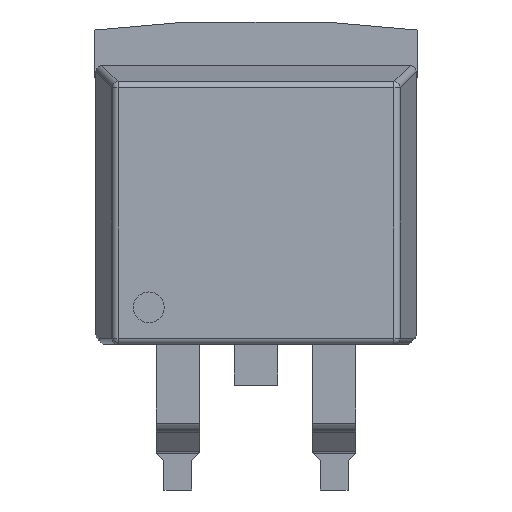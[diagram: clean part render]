
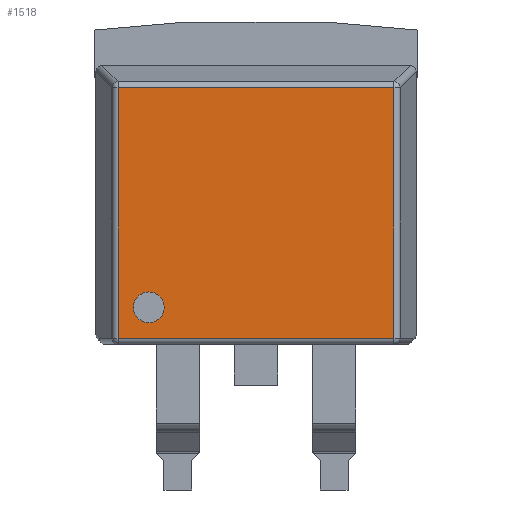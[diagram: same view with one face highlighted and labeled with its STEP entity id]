
A CAD part, top view. The second image highlights one B-rep face of the part: STEP entity #1518.
In plain terms, the highlighted planar face has unit normal (0, 0, 1).
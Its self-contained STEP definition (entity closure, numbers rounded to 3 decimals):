
#70=LINE('',#2292,#229);
#73=LINE('',#2310,#232);
#75=LINE('',#2313,#234);
#79=LINE('',#2319,#238);
#229=VECTOR('',#1839,8.964);
#232=VECTOR('',#1860,8.132);
#234=VECTOR('',#1864,8.964);
#238=VECTOR('',#1872,8.132);
#367=PLANE('',#1644);
#414=FACE_BOUND('',#541,.T.);
#450=FACE_OUTER_BOUND('',#540,.T.);
#540=EDGE_LOOP('',(#1151,#1152,#1153,#1154));
#541=EDGE_LOOP('',(#1155));
#593=CIRCLE('',#1573,0.5);
#633=VERTEX_POINT('',#2168);
#671=VERTEX_POINT('',#2263);
#681=VERTEX_POINT('',#2288);
#684=VERTEX_POINT('',#2298);
#687=VERTEX_POINT('',#2305);
#771=EDGE_CURVE('',#633,#633,#593,.T.);
#829=EDGE_CURVE('',#671,#681,#70,.T.);
#838=EDGE_CURVE('',#681,#687,#73,.T.);
#840=EDGE_CURVE('',#687,#684,#75,.T.);
#844=EDGE_CURVE('',#684,#671,#79,.T.);
#1151=ORIENTED_EDGE('',*,*,#829,.F.);
#1152=ORIENTED_EDGE('',*,*,#844,.F.);
#1153=ORIENTED_EDGE('',*,*,#840,.F.);
#1154=ORIENTED_EDGE('',*,*,#838,.F.);
#1155=ORIENTED_EDGE('',*,*,#771,.T.);
#1518=ADVANCED_FACE('',(#450,#414),#367,.T.);
#1573=AXIS2_PLACEMENT_3D('',#2169,#1721,#1722);
#1644=AXIS2_PLACEMENT_3D('',#2387,#1935,#1936);
#1721=DIRECTION('center_axis',(0.,0.,-1.));
#1722=DIRECTION('ref_axis',(1.,0.,0.));
#1839=DIRECTION('',(-1.,0.,0.));
#1860=DIRECTION('',(0.,1.,0.));
#1864=DIRECTION('',(1.,0.,0.));
#1872=DIRECTION('',(0.,-1.,0.));
#1935=DIRECTION('center_axis',(0.,0.,1.));
#1936=DIRECTION('ref_axis',(1.,0.,0.));
#2168=CARTESIAN_POINT('',(-3.982,-1.675,4.55));
#2169=CARTESIAN_POINT('Origin',(-3.482,-1.675,4.55));
#2263=CARTESIAN_POINT('',(4.482,-2.675,4.55));
#2288=CARTESIAN_POINT('',(-4.482,-2.675,4.55));
#2292=CARTESIAN_POINT('',(-2.6,-2.675,4.55));
#2298=CARTESIAN_POINT('',(4.482,5.457,4.55));
#2305=CARTESIAN_POINT('',(-4.482,5.457,4.55));
#2310=CARTESIAN_POINT('',(-4.482,2.781,4.55));
#2313=CARTESIAN_POINT('',(1.3,5.457,4.55));
#2319=CARTESIAN_POINT('',(4.482,0.519,4.55));
#2387=CARTESIAN_POINT('Origin',(0.,1.65,4.55));
